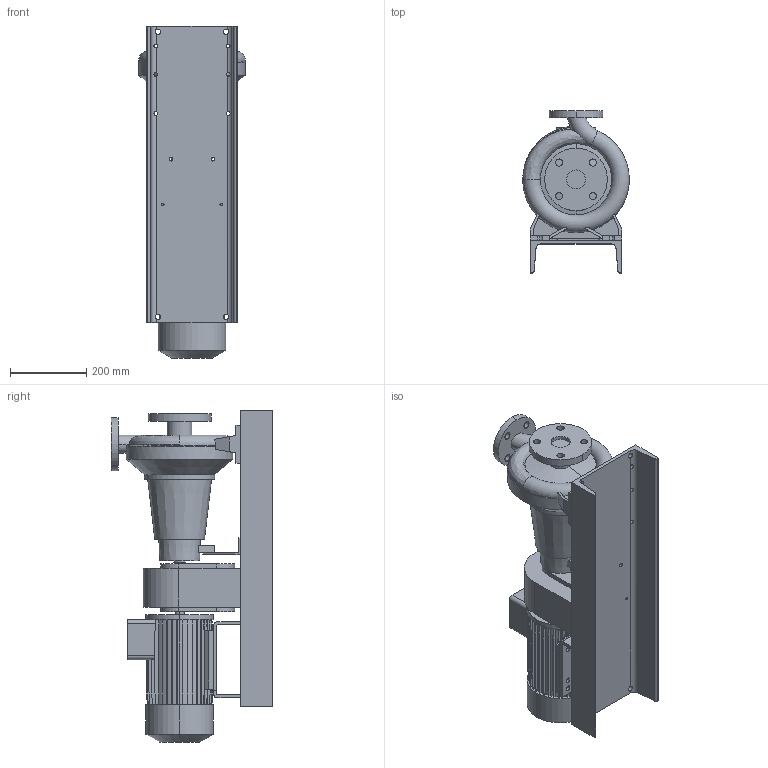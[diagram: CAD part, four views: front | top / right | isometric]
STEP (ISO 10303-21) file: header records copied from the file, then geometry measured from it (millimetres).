
FILE_DESCRIPTION (( 'STEP AP203' ), '1' );
FILE_NAME ('10018071swa00.step', '2023-07-07T12:27:40', ( '' ), ( '' ), 'SwSTEP 2.0', 'SolidWorks 2020', '' );
FILE_SCHEMA (( 'CONFIG_CONTROL_DESIGN' ));
Length unit declared in the file: millimetre
Products named in the file (5): 10017783swp00_32-200; 10018071swa00; 10018072swp00_90L; 10018097swp00_MCG 05 N 32-200 90; 10012573swp00_100
Assembly tree (4 placements, depth 2):
  10018071swa00
    10017783swp00_32-200
    10018097swp00_MCG 05 N 32-200 90
    10018072swp00_90L
    10012573swp00_100
Bounding box: 280 x 425 x 873 mm (x, y, z)
Volume: 26456687.2 mm3; surface area: 1799338 mm2
Topology: 5 solids, 5 shells, 568 faces, 1647 edges, 1094 vertices
Faces by surface type: plane 380, cylinder 164, torus 11, cone 11, bspline 2
Entity records: 20751 total; most frequent: CARTESIAN_POINT 4924, ORIENTED_EDGE 3294, DIRECTION 3084, EDGE_CURVE 1647, VECTOR 1196, LINE 1196, VERTEX_POINT 1094, AXIS2_PLACEMENT_3D 944
